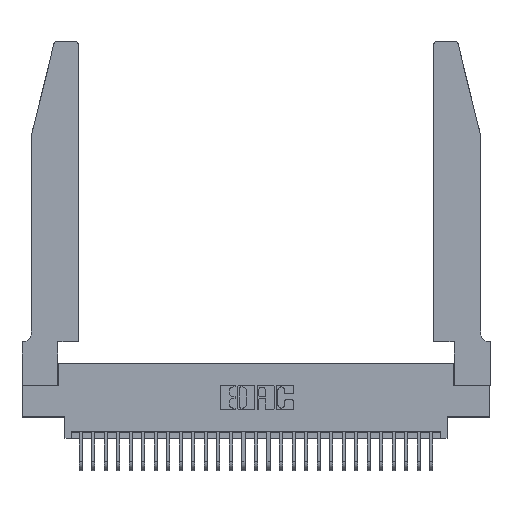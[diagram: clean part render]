
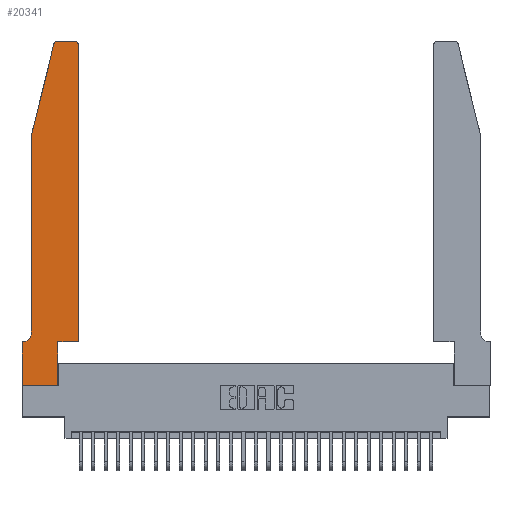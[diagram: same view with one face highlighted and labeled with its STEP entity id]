
A CAD part, top view. The second image highlights one B-rep face of the part: STEP entity #20341.
In plain terms, the highlighted planar face has unit normal (0, 0, 1).
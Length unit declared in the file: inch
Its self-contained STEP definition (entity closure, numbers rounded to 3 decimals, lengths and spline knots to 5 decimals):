
#161 = LINE ( 'NONE', #23518, #22967 ) ;
#315 = EDGE_CURVE ( 'NONE', #9552, #1123, #161, .T. ) ;
#844 = DIRECTION ( 'NONE',  ( -0.239, -0.971, 0. ) ) ;
#870 = VECTOR ( 'NONE', #14222, 39.37008 ) ;
#1078 = ORIENTED_EDGE ( 'NONE', *, *, #315, .T. ) ;
#1123 = VERTEX_POINT ( 'NONE', #23370 ) ;
#1217 = DIRECTION ( 'NONE',  ( 1., 0., 0. ) ) ;
#1430 = LINE ( 'NONE', #13618, #12709 ) ;
#1744 = LINE ( 'NONE', #15856, #2450 ) ;
#1837 = DIRECTION ( 'NONE',  ( 1., 0., 0. ) ) ;
#1989 = ORIENTED_EDGE ( 'NONE', *, *, #10983, .T. ) ;
#2294 = LINE ( 'NONE', #16212, #870 ) ;
#2450 = VECTOR ( 'NONE', #4622, 39.37008 ) ;
#2499 = VERTEX_POINT ( 'NONE', #17668 ) ;
#2603 = EDGE_CURVE ( 'NONE', #11145, #20104, #1430, .T. ) ;
#2895 = DIRECTION ( 'NONE',  ( 0., 0., 1. ) ) ;
#2982 = LINE ( 'NONE', #23259, #3699 ) ;
#3248 = EDGE_CURVE ( 'NONE', #16000, #4154, #1744, .T. ) ;
#3389 = CARTESIAN_POINT ( 'NONE',  ( 0.0055, 0.42, 0.37 ) ) ;
#3596 = ORIENTED_EDGE ( 'NONE', *, *, #17181, .T. ) ;
#3699 = VECTOR ( 'NONE', #7973, 39.37008 ) ;
#3731 = AXIS2_PLACEMENT_3D ( 'NONE', #27586, #14656, #1217 ) ;
#3913 = ORIENTED_EDGE ( 'NONE', *, *, #10229, .T. ) ;
#4154 = VERTEX_POINT ( 'NONE', #25495 ) ;
#4500 = EDGE_CURVE ( 'NONE', #2499, #22319, #11573, .T. ) ;
#4548 = CARTESIAN_POINT ( 'NONE',  ( 0.4505, 2.72, 0.37 ) ) ;
#4622 = DIRECTION ( 'NONE',  ( 1., 0., 0. ) ) ;
#5664 = DIRECTION ( 'NONE',  ( -1., 0., 0. ) ) ;
#6130 = CIRCLE ( 'NONE', #24460, 0.07 ) ;
#6150 = CARTESIAN_POINT ( 'NONE',  ( 0., 0., 0.37 ) ) ;
#6319 = EDGE_CURVE ( 'NONE', #22319, #18888, #12179, .T. ) ;
#6445 = VERTEX_POINT ( 'NONE', #27498 ) ;
#6558 = AXIS2_PLACEMENT_3D ( 'NONE', #16273, #2895, #18392 ) ;
#7439 = CARTESIAN_POINT ( 'NONE',  ( 0.25487, 2.72718, 0.37 ) ) ;
#7973 = DIRECTION ( 'NONE',  ( 0., 1., 0. ) ) ;
#7989 = ORIENTED_EDGE ( 'NONE', *, *, #23988, .T. ) ;
#8352 = ORIENTED_EDGE ( 'NONE', *, *, #3248, .T. ) ;
#8977 = ORIENTED_EDGE ( 'NONE', *, *, #6319, .T. ) ;
#9100 = DIRECTION ( 'NONE',  ( -1., 0., 0. ) ) ;
#9400 = LINE ( 'NONE', #12075, #15981 ) ;
#9412 = CARTESIAN_POINT ( 'NONE',  ( 0.0055, 0.35, 0.37 ) ) ;
#9552 = VERTEX_POINT ( 'NONE', #27010 ) ;
#10229 = EDGE_CURVE ( 'NONE', #4154, #28259, #2982, .T. ) ;
#10666 = DIRECTION ( 'NONE',  ( 0., -1., 0. ) ) ;
#10845 = EDGE_CURVE ( 'NONE', #20104, #25581, #6130, .T. ) ;
#10983 = EDGE_CURVE ( 'NONE', #6445, #9552, #25347, .T. ) ;
#11145 = VERTEX_POINT ( 'NONE', #28551 ) ;
#11573 = LINE ( 'NONE', #19953, #28226 ) ;
#11642 = ORIENTED_EDGE ( 'NONE', *, *, #21916, .T. ) ;
#11852 = PLANE ( 'NONE',  #17532 ) ;
#12075 = CARTESIAN_POINT ( 'NONE',  ( 0.0755, 2., 0.37 ) ) ;
#12179 = CIRCLE ( 'NONE', #6558, 0.03 ) ;
#12709 = VECTOR ( 'NONE', #24481, 39.37008 ) ;
#13618 = CARTESIAN_POINT ( 'NONE',  ( 0.0755, 2., 0.37 ) ) ;
#13815 = DIRECTION ( 'NONE',  ( -1., 0., 0. ) ) ;
#13844 = VECTOR ( 'NONE', #10666, 39.37008 ) ;
#14086 = DIRECTION ( 'NONE',  ( 1., 0., 0. ) ) ;
#14132 = EDGE_LOOP ( 'NONE', ( #28056, #8977, #3596, #17670, #24952, #11642, #1989, #1078, #24925, #8352, #3913, #7989 ) ) ;
#14222 = DIRECTION ( 'NONE',  ( 0., 1., 0. ) ) ;
#14656 = DIRECTION ( 'NONE',  ( 0., 0., 1. ) ) ;
#15323 = CARTESIAN_POINT ( 'NONE',  ( 0.284, 2.75, 0.37 ) ) ;
#15856 = CARTESIAN_POINT ( 'NONE',  ( 0.4505, 0.35, 0.37 ) ) ;
#15981 = VECTOR ( 'NONE', #844, 39.37008 ) ;
#16000 = VERTEX_POINT ( 'NONE', #18579 ) ;
#16211 = CARTESIAN_POINT ( 'NONE',  ( 0.0755, 0.42, 0.37 ) ) ;
#16212 = CARTESIAN_POINT ( 'NONE',  ( 0.2865, 0.35, 0.37 ) ) ;
#16273 = CARTESIAN_POINT ( 'NONE',  ( 0.284, 2.72, 0.37 ) ) ;
#16976 = CIRCLE ( 'NONE', #3731, 0.03 ) ;
#17181 = EDGE_CURVE ( 'NONE', #18888, #11145, #9400, .T. ) ;
#17442 = LINE ( 'NONE', #26768, #23158 ) ;
#17532 = AXIS2_PLACEMENT_3D ( 'NONE', #22657, #27038, #14086 ) ;
#17668 = CARTESIAN_POINT ( 'NONE',  ( 0.4205, 2.75, 0.37 ) ) ;
#17670 = ORIENTED_EDGE ( 'NONE', *, *, #2603, .T. ) ;
#18392 = DIRECTION ( 'NONE',  ( 1., 0., 0. ) ) ;
#18579 = CARTESIAN_POINT ( 'NONE',  ( 0.2865, 0.35, 0.37 ) ) ;
#18880 = DIRECTION ( 'NONE',  ( 0., 0., -1. ) ) ;
#18888 = VERTEX_POINT ( 'NONE', #7439 ) ;
#19953 = CARTESIAN_POINT ( 'NONE',  ( 0.2605, 2.75, 0.37 ) ) ;
#20104 = VERTEX_POINT ( 'NONE', #16211 ) ;
#20341 = ADVANCED_FACE ( 'NONE', ( #27645 ), #11852, .T. ) ;
#21916 = EDGE_CURVE ( 'NONE', #25581, #6445, #17442, .T. ) ;
#22319 = VERTEX_POINT ( 'NONE', #15323 ) ;
#22657 = CARTESIAN_POINT ( 'NONE',  ( 0., 0.35, 0.37 ) ) ;
#22967 = VECTOR ( 'NONE', #1837, 39.37008 ) ;
#23158 = VECTOR ( 'NONE', #13815, 39.37008 ) ;
#23259 = CARTESIAN_POINT ( 'NONE',  ( 0.4505, 0.35, 0.37 ) ) ;
#23370 = CARTESIAN_POINT ( 'NONE',  ( 0.2865, 0., 0.37 ) ) ;
#23518 = CARTESIAN_POINT ( 'NONE',  ( 0., 0., 0.37 ) ) ;
#23988 = EDGE_CURVE ( 'NONE', #28259, #2499, #16976, .T. ) ;
#24460 = AXIS2_PLACEMENT_3D ( 'NONE', #3389, #18880, #5664 ) ;
#24481 = DIRECTION ( 'NONE',  ( 0., -1., 0. ) ) ;
#24925 = ORIENTED_EDGE ( 'NONE', *, *, #25018, .T. ) ;
#24952 = ORIENTED_EDGE ( 'NONE', *, *, #10845, .T. ) ;
#25018 = EDGE_CURVE ( 'NONE', #1123, #16000, #2294, .T. ) ;
#25347 = LINE ( 'NONE', #6150, #13844 ) ;
#25495 = CARTESIAN_POINT ( 'NONE',  ( 0.4505, 0.35, 0.37 ) ) ;
#25581 = VERTEX_POINT ( 'NONE', #9412 ) ;
#26768 = CARTESIAN_POINT ( 'NONE',  ( 0.0755, 0.35, 0.37 ) ) ;
#27010 = CARTESIAN_POINT ( 'NONE',  ( 0., 0., 0.37 ) ) ;
#27038 = DIRECTION ( 'NONE',  ( 0., 0., 1. ) ) ;
#27498 = CARTESIAN_POINT ( 'NONE',  ( 0., 0.35, 0.37 ) ) ;
#27586 = CARTESIAN_POINT ( 'NONE',  ( 0.4205, 2.72, 0.37 ) ) ;
#27645 = FACE_OUTER_BOUND ( 'NONE', #14132, .T. ) ;
#28056 = ORIENTED_EDGE ( 'NONE', *, *, #4500, .T. ) ;
#28226 = VECTOR ( 'NONE', #9100, 39.37008 ) ;
#28259 = VERTEX_POINT ( 'NONE', #4548 ) ;
#28551 = CARTESIAN_POINT ( 'NONE',  ( 0.0755, 2., 0.37 ) ) ;
